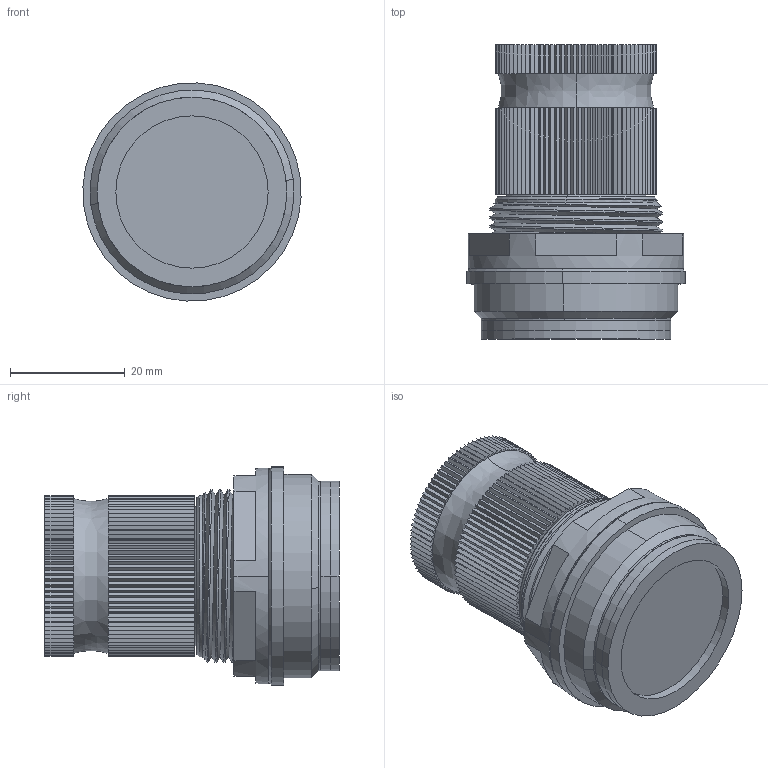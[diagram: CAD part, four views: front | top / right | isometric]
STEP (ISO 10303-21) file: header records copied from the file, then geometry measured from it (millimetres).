
FILE_DESCRIPTION (( 'STEP AP214' ), '1' );
FILE_NAME ('TAP-ACC03.step', '2017-04-05T19:58:49', ( '' ), ( '' ), 'SwSTEP 2.0', 'SolidWorks 2017', '' );
FILE_SCHEMA (( 'AUTOMOTIVE_DESIGN' ));
Length unit declared in the file: millimetre
Products named in the file (1): TAP-ACC03
Bounding box: 37.95 x 51.2 x 37.95 mm (x, y, z)
Volume: 28088.7 mm3; surface area: 25001.1 mm2
Topology: 8 solids, 8 shells, 713 faces, 2004 edges, 1326 vertices
Faces by surface type: plane 435, cylinder 247, cone 13, bspline 10, torus 8
Entity records: 33043 total; most frequent: CARTESIAN_POINT 7717, ORIENTED_EDGE 4008, DIRECTION 3891, EDGE_CURVE 2004, VECTOR 1431, LINE 1431, VERTEX_POINT 1326, AXIS2_PLACEMENT_3D 1230
